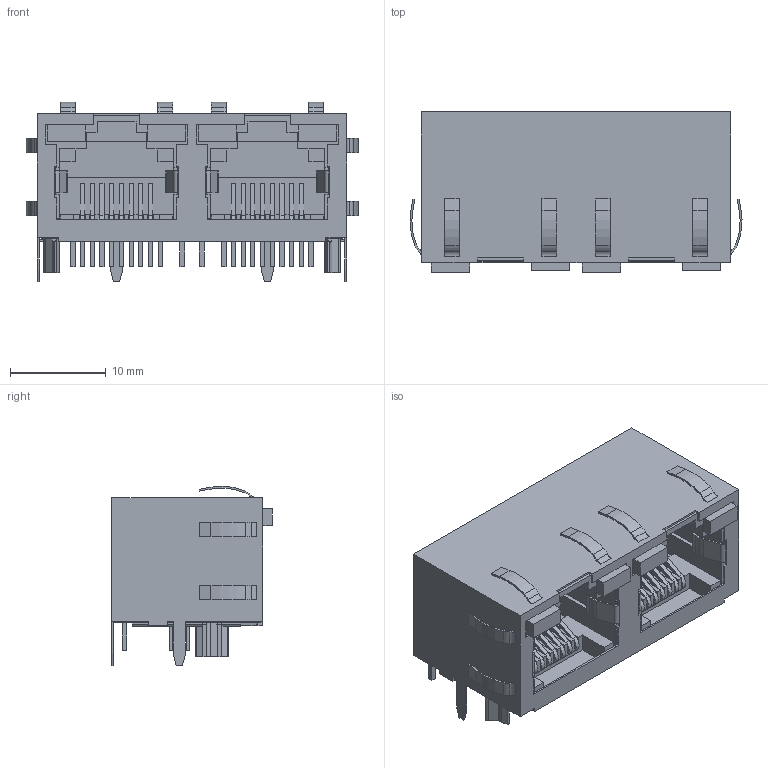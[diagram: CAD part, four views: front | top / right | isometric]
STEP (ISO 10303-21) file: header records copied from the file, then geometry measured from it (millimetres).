
FILE_DESCRIPTION(/* description */ (''),/* implementation_level */ '2;1');
FILE_NAME(/* name */ 'TYCO_6116353-4.stp',/* time_stamp */ '2017-05-18T14:28:31+02:00',/* author */ ('jchouvet'),/* organization */ ('Tyco Electronics Ltd.'),/* preprocessor_version */ 'ST-DEVELOPER v16.1',/* originating_system */ 'AutoCAD Mechanical',/* authorisation */ '');
FILE_SCHEMA (('AUTOMOTIVE_DESIGN { 1 0 10303 214 3 1 1 }'));
Length unit declared in the file: millimetre
Products named in the file (1): Product
Bounding box: 34.65 x 16.72 x 18.72 mm (x, y, z)
Volume: 4127.4 mm3; surface area: 7919.9 mm2
Topology: 92 solids, 92 shells, 1004 faces, 2460 edges, 1636 vertices
Faces by surface type: plane 856, cylinder 148
Entity records: 29161 total; most frequent: CARTESIAN_POINT 5101, ORIENTED_EDGE 4920, DIRECTION 4766, EDGE_CURVE 2460, LINE 2164, VECTOR 2164, VERTEX_POINT 1636, AXIS2_PLACEMENT_3D 1301
